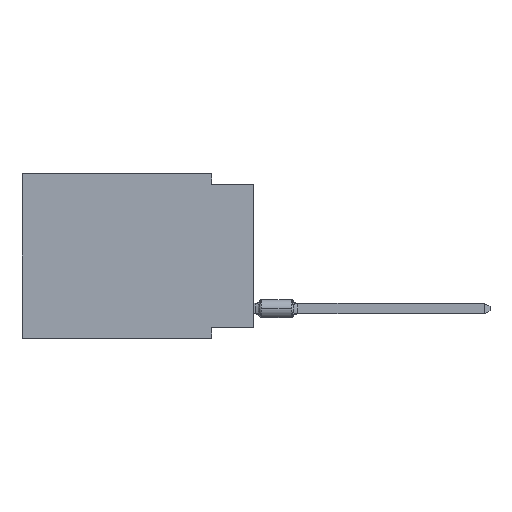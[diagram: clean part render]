
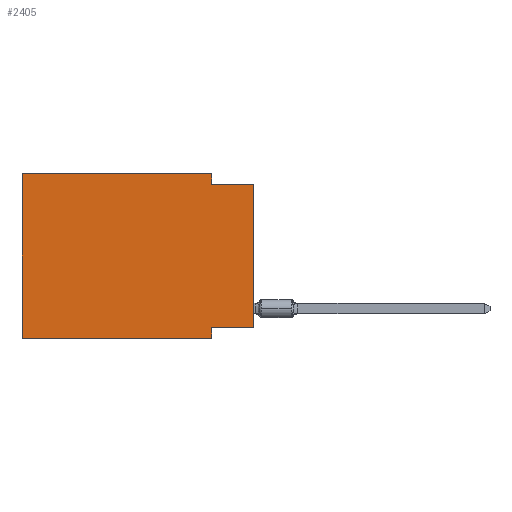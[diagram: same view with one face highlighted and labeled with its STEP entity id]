
A CAD part, left-side view. The second image highlights one B-rep face of the part: STEP entity #2405.
In plain terms, the highlighted planar face has unit normal (-1, 0, 0).
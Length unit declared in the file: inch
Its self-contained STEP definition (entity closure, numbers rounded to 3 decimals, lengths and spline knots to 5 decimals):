
#349 = VERTEX_POINT ( 'NONE', #17193 ) ;
#378 = CARTESIAN_POINT ( 'NONE',  ( 0., 0.55, -0.39 ) ) ;
#1229 = VECTOR ( 'NONE', #26071, 39.37008 ) ;
#2405 = ADVANCED_FACE ( 'NONE', ( #10065 ), #18239, .F. ) ;
#2563 = AXIS2_PLACEMENT_3D ( 'NONE', #22156, #26419, #24176 ) ;
#2950 = EDGE_CURVE ( 'NONE', #6416, #19487, #19530, .T. ) ;
#3379 = LINE ( 'NONE', #13680, #11351 ) ;
#4100 = EDGE_CURVE ( 'NONE', #19487, #16238, #23458, .T. ) ;
#4260 = VECTOR ( 'NONE', #18711, 39.37008 ) ;
#4718 = ORIENTED_EDGE ( 'NONE', *, *, #21970, .T. ) ;
#4807 = ORIENTED_EDGE ( 'NONE', *, *, #15163, .F. ) ;
#5847 = VERTEX_POINT ( 'NONE', #22420 ) ;
#6197 = VECTOR ( 'NONE', #23612, 39.37008 ) ;
#6220 = CARTESIAN_POINT ( 'NONE',  ( 0., 0.1, -0.39 ) ) ;
#6416 = VERTEX_POINT ( 'NONE', #378 ) ;
#7104 = CARTESIAN_POINT ( 'NONE',  ( 0., 0.55, 0. ) ) ;
#7977 = CARTESIAN_POINT ( 'NONE',  ( 0., 0., 0. ) ) ;
#9259 = CARTESIAN_POINT ( 'NONE',  ( 0., 0.55, -0.39 ) ) ;
#10065 = FACE_OUTER_BOUND ( 'NONE', #14160, .T. ) ;
#10075 = LINE ( 'NONE', #6220, #16355 ) ;
#10370 = CARTESIAN_POINT ( 'NONE',  ( 0., 0.1, 0. ) ) ;
#11019 = DIRECTION ( 'NONE',  ( 0., -1., 0. ) ) ;
#11351 = VECTOR ( 'NONE', #23485, 39.37008 ) ;
#11437 = EDGE_CURVE ( 'NONE', #5847, #23809, #10075, .T. ) ;
#12422 = LINE ( 'NONE', #24644, #4260 ) ;
#12498 = VECTOR ( 'NONE', #15793, 39.37008 ) ;
#12899 = ORIENTED_EDGE ( 'NONE', *, *, #4100, .F. ) ;
#13680 = CARTESIAN_POINT ( 'NONE',  ( 0., 0.1, 0. ) ) ;
#13952 = ORIENTED_EDGE ( 'NONE', *, *, #11437, .F. ) ;
#14029 = EDGE_CURVE ( 'NONE', #19180, #5847, #17301, .T. ) ;
#14087 = ORIENTED_EDGE ( 'NONE', *, *, #14029, .F. ) ;
#14160 = EDGE_LOOP ( 'NONE', ( #14771, #17169, #4807, #12899, #16305, #4718, #13952, #14087 ) ) ;
#14771 = ORIENTED_EDGE ( 'NONE', *, *, #16149, .T. ) ;
#15163 = EDGE_CURVE ( 'NONE', #16238, #23899, #3379, .T. ) ;
#15314 = CARTESIAN_POINT ( 'NONE',  ( 0., 0.55, 0. ) ) ;
#15389 = CARTESIAN_POINT ( 'NONE',  ( 0., 0.55, 0. ) ) ;
#15793 = DIRECTION ( 'NONE',  ( 0., -1., 0. ) ) ;
#15803 = EDGE_CURVE ( 'NONE', #23899, #349, #12422, .T. ) ;
#16149 = EDGE_CURVE ( 'NONE', #19180, #349, #20173, .T. ) ;
#16238 = VERTEX_POINT ( 'NONE', #10370 ) ;
#16305 = ORIENTED_EDGE ( 'NONE', *, *, #2950, .F. ) ;
#16355 = VECTOR ( 'NONE', #24307, 39.37008 ) ;
#17169 = ORIENTED_EDGE ( 'NONE', *, *, #15803, .F. ) ;
#17193 = CARTESIAN_POINT ( 'NONE',  ( 0., 0., -0.025 ) ) ;
#17301 = LINE ( 'NONE', #17423, #6197 ) ;
#17423 = CARTESIAN_POINT ( 'NONE',  ( 0., 0., -0.365 ) ) ;
#17899 = VECTOR ( 'NONE', #23843, 39.37008 ) ;
#18239 = PLANE ( 'NONE',  #2563 ) ;
#18322 = CARTESIAN_POINT ( 'NONE',  ( 0., 0.1, -0.025 ) ) ;
#18711 = DIRECTION ( 'NONE',  ( 0., -1., 0. ) ) ;
#19180 = VERTEX_POINT ( 'NONE', #20015 ) ;
#19487 = VERTEX_POINT ( 'NONE', #15314 ) ;
#19530 = LINE ( 'NONE', #15389, #17899 ) ;
#20015 = CARTESIAN_POINT ( 'NONE',  ( 0., 0., -0.365 ) ) ;
#20173 = LINE ( 'NONE', #7977, #1229 ) ;
#21166 = VECTOR ( 'NONE', #11019, 39.37008 ) ;
#21970 = EDGE_CURVE ( 'NONE', #6416, #23809, #23382, .T. ) ;
#22156 = CARTESIAN_POINT ( 'NONE',  ( 0., 0.55, 0. ) ) ;
#22420 = CARTESIAN_POINT ( 'NONE',  ( 0., 0.1, -0.365 ) ) ;
#23382 = LINE ( 'NONE', #9259, #21166 ) ;
#23458 = LINE ( 'NONE', #7104, #12498 ) ;
#23485 = DIRECTION ( 'NONE',  ( 0., 0., -1. ) ) ;
#23612 = DIRECTION ( 'NONE',  ( 0., 1., 0. ) ) ;
#23809 = VERTEX_POINT ( 'NONE', #26254 ) ;
#23843 = DIRECTION ( 'NONE',  ( 0., 0., 1. ) ) ;
#23899 = VERTEX_POINT ( 'NONE', #18322 ) ;
#24176 = DIRECTION ( 'NONE',  ( 0., 0., -1. ) ) ;
#24307 = DIRECTION ( 'NONE',  ( 0., 0., -1. ) ) ;
#24644 = CARTESIAN_POINT ( 'NONE',  ( 0., 0., -0.025 ) ) ;
#26071 = DIRECTION ( 'NONE',  ( 0., 0., 1. ) ) ;
#26254 = CARTESIAN_POINT ( 'NONE',  ( 0., 0.1, -0.39 ) ) ;
#26419 = DIRECTION ( 'NONE',  ( 1., 0., 0. ) ) ;
